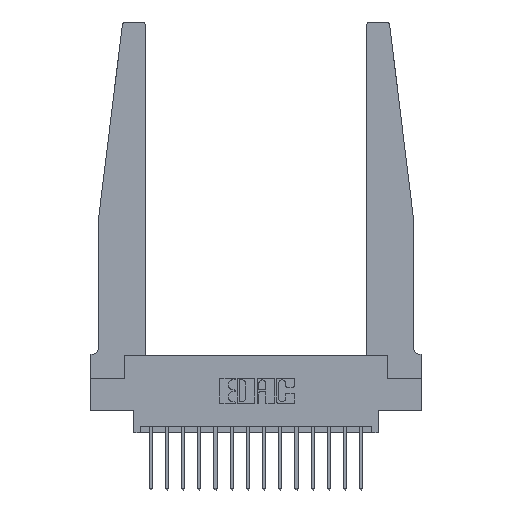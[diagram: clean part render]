
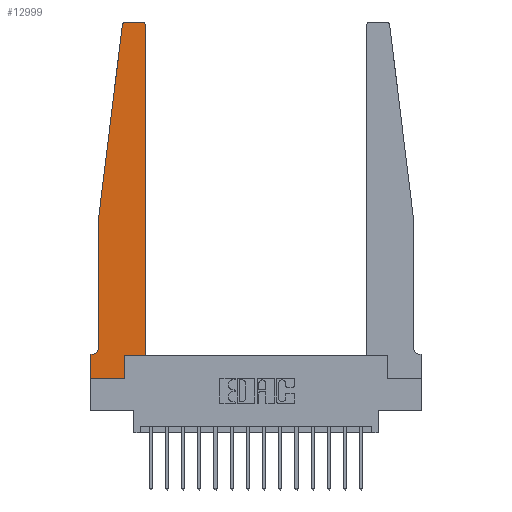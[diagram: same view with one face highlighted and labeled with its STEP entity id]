
A CAD part, top view. The second image highlights one B-rep face of the part: STEP entity #12999.
In plain terms, the highlighted planar face has unit normal (0, 0, 1).
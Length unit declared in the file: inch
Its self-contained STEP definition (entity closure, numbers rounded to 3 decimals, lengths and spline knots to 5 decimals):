
#145 = VERTEX_POINT ( 'NONE', #2020 ) ;
#730 = CARTESIAN_POINT ( 'NONE',  ( 0.425, 0.18, 0.37 ) ) ;
#912 = CARTESIAN_POINT ( 'NONE',  ( 0.065, 0.1875, 0.37 ) ) ;
#1295 = CIRCLE ( 'NONE', #9032, 0.05 ) ;
#1329 = PLANE ( 'NONE',  #9978 ) ;
#1431 = VERTEX_POINT ( 'NONE', #5952 ) ;
#1560 = VERTEX_POINT ( 'NONE', #6414 ) ;
#1901 = VERTEX_POINT ( 'NONE', #11724 ) ;
#1955 = VERTEX_POINT ( 'NONE', #4366 ) ;
#2020 = CARTESIAN_POINT ( 'NONE',  ( 0.065, 0.2375, 0.37 ) ) ;
#2141 = ORIENTED_EDGE ( 'NONE', *, *, #5568, .T. ) ;
#2450 = CARTESIAN_POINT ( 'NONE',  ( 0.24675, 2.72367, 0.37 ) ) ;
#2567 = ORIENTED_EDGE ( 'NONE', *, *, #4686, .T. ) ;
#2817 = VECTOR ( 'NONE', #11232, 39.37008 ) ;
#2914 = ORIENTED_EDGE ( 'NONE', *, *, #15639, .T. ) ;
#2980 = DIRECTION ( 'NONE',  ( 0., 1., 0. ) ) ;
#3167 = EDGE_CURVE ( 'NONE', #1955, #1431, #11622, .T. ) ;
#3180 = CARTESIAN_POINT ( 'NONE',  ( 0., 0., 0.37 ) ) ;
#3644 = ORIENTED_EDGE ( 'NONE', *, *, #13423, .T. ) ;
#4085 = VERTEX_POINT ( 'NONE', #16529 ) ;
#4159 = LINE ( 'NONE', #15293, #2817 ) ;
#4366 = CARTESIAN_POINT ( 'NONE',  ( 0.395, 2.75, 0.37 ) ) ;
#4373 = LINE ( 'NONE', #15672, #6114 ) ;
#4461 = AXIS2_PLACEMENT_3D ( 'NONE', #9692, #11061, #16334 ) ;
#4686 = EDGE_CURVE ( 'NONE', #1560, #8400, #7367, .T. ) ;
#4948 = ORIENTED_EDGE ( 'NONE', *, *, #16274, .T. ) ;
#5062 = CIRCLE ( 'NONE', #4461, 0.03 ) ;
#5453 = ORIENTED_EDGE ( 'NONE', *, *, #3167, .T. ) ;
#5568 = EDGE_CURVE ( 'NONE', #1431, #16558, #5062, .T. ) ;
#5614 = CARTESIAN_POINT ( 'NONE',  ( 0.015, 0.2375, 0.37 ) ) ;
#5952 = CARTESIAN_POINT ( 'NONE',  ( 0.27653, 2.75, 0.37 ) ) ;
#5985 = VECTOR ( 'NONE', #14490, 39.37008 ) ;
#6014 = VECTOR ( 'NONE', #9483, 39.37008 ) ;
#6056 = LINE ( 'NONE', #10496, #6598 ) ;
#6114 = VECTOR ( 'NONE', #2980, 39.37008 ) ;
#6218 = VECTOR ( 'NONE', #17606, 39.37008 ) ;
#6414 = CARTESIAN_POINT ( 'NONE',  ( 0., 0.1875, 0.37 ) ) ;
#6508 = EDGE_CURVE ( 'NONE', #15735, #8513, #6056, .T. ) ;
#6544 = EDGE_CURVE ( 'NONE', #15998, #1560, #10669, .T. ) ;
#6598 = VECTOR ( 'NONE', #9117, 39.37008 ) ;
#6665 = VECTOR ( 'NONE', #8630, 39.37008 ) ;
#6835 = DIRECTION ( 'NONE',  ( 0., 0., -1. ) ) ;
#6881 = VECTOR ( 'NONE', #8858, 39.37008 ) ;
#6954 = LINE ( 'NONE', #12584, #17975 ) ;
#7367 = LINE ( 'NONE', #3180, #6881 ) ;
#7541 = ORIENTED_EDGE ( 'NONE', *, *, #6508, .T. ) ;
#7904 = ORIENTED_EDGE ( 'NONE', *, *, #12035, .T. ) ;
#8212 = EDGE_CURVE ( 'NONE', #145, #15998, #1295, .T. ) ;
#8311 = FACE_OUTER_BOUND ( 'NONE', #14449, .T. ) ;
#8353 = CARTESIAN_POINT ( 'NONE',  ( 0., 0., 0.37 ) ) ;
#8400 = VERTEX_POINT ( 'NONE', #13198 ) ;
#8513 = VERTEX_POINT ( 'NONE', #12089 ) ;
#8517 = CIRCLE ( 'NONE', #16460, 0.03 ) ;
#8630 = DIRECTION ( 'NONE',  ( 1., 0., 0. ) ) ;
#8858 = DIRECTION ( 'NONE',  ( 0., -1., 0. ) ) ;
#8865 = ORIENTED_EDGE ( 'NONE', *, *, #6544, .T. ) ;
#9032 = AXIS2_PLACEMENT_3D ( 'NONE', #5614, #6835, #17997 ) ;
#9117 = DIRECTION ( 'NONE',  ( 0., 1., 0. ) ) ;
#9179 = EDGE_CURVE ( 'NONE', #8400, #15735, #9931, .T. ) ;
#9390 = VERTEX_POINT ( 'NONE', #730 ) ;
#9425 = CARTESIAN_POINT ( 'NONE',  ( 0.2605, 0., 0.37 ) ) ;
#9483 = DIRECTION ( 'NONE',  ( -1., 0., 0. ) ) ;
#9666 = DIRECTION ( 'NONE',  ( 1., 0., 0. ) ) ;
#9692 = CARTESIAN_POINT ( 'NONE',  ( 0.27653, 2.72, 0.37 ) ) ;
#9931 = LINE ( 'NONE', #8353, #6665 ) ;
#9958 = EDGE_CURVE ( 'NONE', #9390, #4085, #4373, .T. ) ;
#9978 = AXIS2_PLACEMENT_3D ( 'NONE', #14294, #11529, #14195 ) ;
#10165 = CARTESIAN_POINT ( 'NONE',  ( 0.25, 2.75, 0.37 ) ) ;
#10257 = LINE ( 'NONE', #10346, #6218 ) ;
#10294 = ORIENTED_EDGE ( 'NONE', *, *, #9958, .T. ) ;
#10325 = DIRECTION ( 'NONE',  ( 1., 0., 0. ) ) ;
#10346 = CARTESIAN_POINT ( 'NONE',  ( 0.065, 1.25, 0.37 ) ) ;
#10496 = CARTESIAN_POINT ( 'NONE',  ( 0.2605, 0.18, 0.37 ) ) ;
#10669 = LINE ( 'NONE', #912, #6014 ) ;
#11061 = DIRECTION ( 'NONE',  ( 0., 0., 1. ) ) ;
#11232 = DIRECTION ( 'NONE',  ( 0., -1., 0. ) ) ;
#11529 = DIRECTION ( 'NONE',  ( 0., 0., 1. ) ) ;
#11622 = LINE ( 'NONE', #10165, #5985 ) ;
#11724 = CARTESIAN_POINT ( 'NONE',  ( 0.065, 1.25, 0.37 ) ) ;
#12035 = EDGE_CURVE ( 'NONE', #1901, #145, #4159, .T. ) ;
#12089 = CARTESIAN_POINT ( 'NONE',  ( 0.2605, 0.18, 0.37 ) ) ;
#12584 = CARTESIAN_POINT ( 'NONE',  ( 0.425, 0.18, 0.37 ) ) ;
#12999 = ADVANCED_FACE ( 'NONE', ( #8311 ), #1329, .T. ) ;
#13198 = CARTESIAN_POINT ( 'NONE',  ( 0., 0., 0.37 ) ) ;
#13241 = CARTESIAN_POINT ( 'NONE',  ( 0.015, 0.1875, 0.37 ) ) ;
#13423 = EDGE_CURVE ( 'NONE', #4085, #1955, #8517, .T. ) ;
#14195 = DIRECTION ( 'NONE',  ( 1., 0., 0. ) ) ;
#14294 = CARTESIAN_POINT ( 'NONE',  ( 0., 0.1875, 0.37 ) ) ;
#14449 = EDGE_LOOP ( 'NONE', ( #5453, #2141, #2914, #7904, #18180, #8865, #2567, #14970, #7541, #4948, #10294, #3644 ) ) ;
#14490 = DIRECTION ( 'NONE',  ( -1., 0., 0. ) ) ;
#14554 = DIRECTION ( 'NONE',  ( 0., 0., 1. ) ) ;
#14738 = CARTESIAN_POINT ( 'NONE',  ( 0.395, 2.72, 0.37 ) ) ;
#14970 = ORIENTED_EDGE ( 'NONE', *, *, #9179, .T. ) ;
#15293 = CARTESIAN_POINT ( 'NONE',  ( 0.065, 1.25, 0.37 ) ) ;
#15639 = EDGE_CURVE ( 'NONE', #16558, #1901, #10257, .T. ) ;
#15672 = CARTESIAN_POINT ( 'NONE',  ( 0.425, 0.18, 0.37 ) ) ;
#15735 = VERTEX_POINT ( 'NONE', #9425 ) ;
#15998 = VERTEX_POINT ( 'NONE', #13241 ) ;
#16274 = EDGE_CURVE ( 'NONE', #8513, #9390, #6954, .T. ) ;
#16334 = DIRECTION ( 'NONE',  ( 1., 0., 0. ) ) ;
#16460 = AXIS2_PLACEMENT_3D ( 'NONE', #14738, #14554, #10325 ) ;
#16529 = CARTESIAN_POINT ( 'NONE',  ( 0.425, 2.72, 0.37 ) ) ;
#16558 = VERTEX_POINT ( 'NONE', #2450 ) ;
#17606 = DIRECTION ( 'NONE',  ( -0.122, -0.992, 0. ) ) ;
#17975 = VECTOR ( 'NONE', #9666, 39.37008 ) ;
#17997 = DIRECTION ( 'NONE',  ( -1., 0., 0. ) ) ;
#18180 = ORIENTED_EDGE ( 'NONE', *, *, #8212, .T. ) ;
